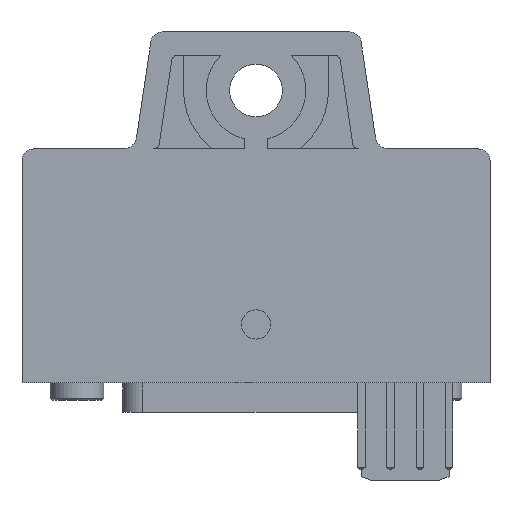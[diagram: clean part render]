
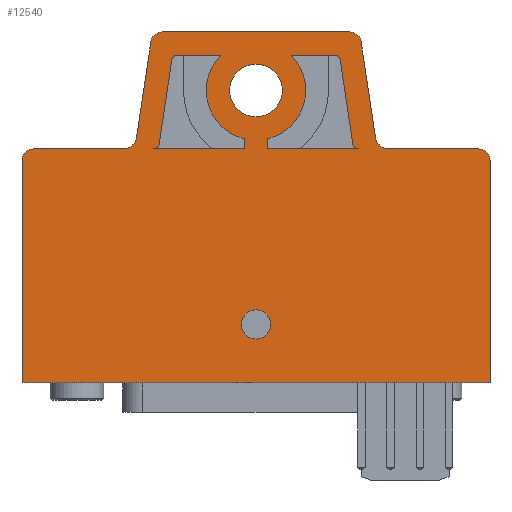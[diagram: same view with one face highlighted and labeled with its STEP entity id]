
A CAD part, front view. The second image highlights one B-rep face of the part: STEP entity #12540.
In plain terms, the highlighted planar face has unit normal (0, -1, 0).
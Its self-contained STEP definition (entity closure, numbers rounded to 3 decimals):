
#4490=CARTESIAN_POINT('',(0.,0.,2.5));
#4500=VERTEX_POINT('',#4490);
#4550=CARTESIAN_POINT('',(0.,0.,2.5));
#4560=DIRECTION('',(-1.,0.,0.));
#4570=VECTOR('',#4560,1000.);
#4580=LINE('',#4550,#4570);
#4590=CARTESIAN_POINT('',(40.,0.,2.5));
#4600=VERTEX_POINT('',#4590);
#4610=EDGE_CURVE('',#4600,#4500,#4580,.T.);
#8940=CARTESIAN_POINT('',(40.,0.,22.5));
#8950=DIRECTION('',(0.,0.,-1.));
#8960=VECTOR('',#8950,1000.);
#8970=LINE('',#8940,#8960);
#8980=CARTESIAN_POINT('',(40.,0.,21.5));
#8990=VERTEX_POINT('',#8980);
#9000=EDGE_CURVE('',#8990,#4600,#8970,.T.);
#9370=CARTESIAN_POINT('',(0.,0.,21.5));
#9380=VERTEX_POINT('',#9370);
#9410=CARTESIAN_POINT('',(0.,0.,22.5));
#9420=DIRECTION('',(0.,0.,-1.));
#9430=VECTOR('',#9420,1000.);
#9440=LINE('',#9410,#9430);
#9450=EDGE_CURVE('',#9380,#4500,#9440,.T.);
#10000=CARTESIAN_POINT('',(0.,0.,22.5));
#10010=DIRECTION('',(0.,1.,0.));
#10020=DIRECTION('',(0.,0.,1.));
#10030=AXIS2_PLACEMENT_3D('',#10000,#10010,#10020);
#10040=PLANE('',#10030);
#10050=CARTESIAN_POINT('',(13.293,0.,30.5));
#10060=DIRECTION('',(-1.,0.,0.));
#10070=VECTOR('',#10060,1000.);
#10080=LINE('',#10050,#10070);
#10090=CARTESIAN_POINT('',(16.99,0.,30.5));
#10100=VERTEX_POINT('',#10090);
#10110=CARTESIAN_POINT('',(13.293,0.,30.5));
#10120=VERTEX_POINT('',#10110);
#10130=EDGE_CURVE('',#10100,#10120,#10080,.T.);
#10140=ORIENTED_EDGE('',*,*,#10130,.F.);
#10150=CARTESIAN_POINT('',(13.293,0.,30.));
#10160=DIRECTION('',(0.,-1.,0.));
#10170=DIRECTION('',(0.,0.,-1.));
#10180=AXIS2_PLACEMENT_3D('',#10150,#10160,#10170);
#10190=CIRCLE('',#10180,0.5);
#10200=CARTESIAN_POINT('',(12.798,0.,30.074));
#10210=VERTEX_POINT('',#10200);
#10220=EDGE_CURVE('',#10120,#10210,#10190,.T.);
#10230=ORIENTED_EDGE('',*,*,#10220,.F.);
#10240=CARTESIAN_POINT('',(11.731,0.,22.926));
#10250=DIRECTION('',(-0.148,0.,-0.989));
#10260=VECTOR('',#10250,1000.);
#10270=LINE('',#10240,#10260);
#10280=CARTESIAN_POINT('',(11.731,0.,22.926));
#10290=VERTEX_POINT('',#10280);
#10300=EDGE_CURVE('',#10210,#10290,#10270,.T.);
#10310=ORIENTED_EDGE('',*,*,#10300,.F.);
#10320=CARTESIAN_POINT('',(11.237,0.,23.));
#10330=DIRECTION('',(0.,1.,0.));
#10340=DIRECTION('',(0.,0.,1.));
#10350=AXIS2_PLACEMENT_3D('',#10320,#10330,#10340);
#10360=CIRCLE('',#10350,0.5);
#10370=CARTESIAN_POINT('',(11.237,0.,22.5));
#10380=VERTEX_POINT('',#10370);
#10390=EDGE_CURVE('',#10290,#10380,#10360,.T.);
#10400=ORIENTED_EDGE('',*,*,#10390,.F.);
#10410=CARTESIAN_POINT('',(19.,0.,22.5));
#10420=DIRECTION('',(1.,0.,0.));
#10430=VECTOR('',#10420,1000.);
#10440=LINE('',#10410,#10430);
#10450=CARTESIAN_POINT('',(19.,0.,22.5));
#10460=VERTEX_POINT('',#10450);
#10470=EDGE_CURVE('',#10380,#10460,#10440,.T.);
#10480=ORIENTED_EDGE('',*,*,#10470,.F.);
#10490=CARTESIAN_POINT('',(19.,0.,22.5));
#10500=DIRECTION('',(0.,0.,1.));
#10510=VECTOR('',#10500,1000.);
#10520=LINE('',#10490,#10510);
#10530=CARTESIAN_POINT('',(19.,0.,23.369));
#10540=VERTEX_POINT('',#10530);
#10550=EDGE_CURVE('',#10460,#10540,#10520,.T.);
#10560=ORIENTED_EDGE('',*,*,#10550,.F.);
#10570=CARTESIAN_POINT('',(20.,0.,27.5));
#10580=DIRECTION('',(0.,1.,0.));
#10590=DIRECTION('',(0.,0.,-1.));
#10600=AXIS2_PLACEMENT_3D('',#10570,#10580,#10590);
#10610=CIRCLE('',#10600,4.25);
#10620=EDGE_CURVE('',#10540,#10100,#10610,.T.);
#10630=ORIENTED_EDGE('',*,*,#10620,.F.);
#10640=EDGE_LOOP('',(#10630,#10560,#10480,#10400,#10310,#10230,#10140));
#10650=FACE_BOUND('',#10640,.T.);
#10660=CARTESIAN_POINT('',(26.707,0.,30.));
#10670=DIRECTION('',(0.,-1.,0.));
#10680=DIRECTION('',(0.,0.,1.));
#10690=AXIS2_PLACEMENT_3D('',#10660,#10670,#10680);
#10700=CIRCLE('',#10690,0.5);
#10710=CARTESIAN_POINT('',(27.202,0.,30.074));
#10720=VERTEX_POINT('',#10710);
#10730=CARTESIAN_POINT('',(26.707,0.,30.5));
#10740=VERTEX_POINT('',#10730);
#10750=EDGE_CURVE('',#10720,#10740,#10700,.T.);
#10760=ORIENTED_EDGE('',*,*,#10750,.F.);
#10770=CARTESIAN_POINT('',(26.707,0.,30.5));
#10780=DIRECTION('',(-1.,0.,0.));
#10790=VECTOR('',#10780,1000.);
#10800=LINE('',#10770,#10790);
#10810=CARTESIAN_POINT('',(23.01,0.,30.5));
#10820=VERTEX_POINT('',#10810);
#10830=EDGE_CURVE('',#10740,#10820,#10800,.T.);
#10840=ORIENTED_EDGE('',*,*,#10830,.F.);
#10850=CARTESIAN_POINT('',(20.,0.,27.5));
#10860=DIRECTION('',(0.,1.,0.));
#10870=DIRECTION('',(0.,0.,-1.));
#10880=AXIS2_PLACEMENT_3D('',#10850,#10860,#10870);
#10890=CIRCLE('',#10880,4.25);
#10900=CARTESIAN_POINT('',(21.,0.,23.369));
#10910=VERTEX_POINT('',#10900);
#10920=EDGE_CURVE('',#10820,#10910,#10890,.T.);
#10930=ORIENTED_EDGE('',*,*,#10920,.F.);
#10940=CARTESIAN_POINT('',(21.,0.,22.5));
#10950=DIRECTION('',(0.,0.,-1.));
#10960=VECTOR('',#10950,1000.);
#10970=LINE('',#10940,#10960);
#10980=CARTESIAN_POINT('',(21.,0.,22.5));
#10990=VERTEX_POINT('',#10980);
#11000=EDGE_CURVE('',#10910,#10990,#10970,.T.);
#11010=ORIENTED_EDGE('',*,*,#11000,.F.);
#11020=CARTESIAN_POINT('',(21.,0.,22.5));
#11030=DIRECTION('',(1.,0.,0.));
#11040=VECTOR('',#11030,1000.);
#11050=LINE('',#11020,#11040);
#11060=CARTESIAN_POINT('',(28.763,0.,22.5));
#11070=VERTEX_POINT('',#11060);
#11080=EDGE_CURVE('',#10990,#11070,#11050,.T.);
#11090=ORIENTED_EDGE('',*,*,#11080,.F.);
#11100=CARTESIAN_POINT('',(28.763,0.,23.));
#11110=DIRECTION('',(0.,1.,0.));
#11120=DIRECTION('',(0.,0.,-1.));
#11130=AXIS2_PLACEMENT_3D('',#11100,#11110,#11120);
#11140=CIRCLE('',#11130,0.5);
#11150=CARTESIAN_POINT('',(28.269,0.,22.926));
#11160=VERTEX_POINT('',#11150);
#11170=EDGE_CURVE('',#11070,#11160,#11140,.T.);
#11180=ORIENTED_EDGE('',*,*,#11170,.F.);
#11190=CARTESIAN_POINT('',(27.202,0.,30.074));
#11200=DIRECTION('',(-0.148,0.,0.989));
#11210=VECTOR('',#11200,1000.);
#11220=LINE('',#11190,#11210);
#11230=EDGE_CURVE('',#11160,#10720,#11220,.T.);
#11240=ORIENTED_EDGE('',*,*,#11230,.F.);
#11250=EDGE_LOOP('',(#11240,#11180,#11090,#11010,#10930,#10840,#10760));
#11260=FACE_BOUND('',#11250,.T.);
#11270=CARTESIAN_POINT('',(20.,0.,27.5));
#11280=DIRECTION('',(0.,1.,0.));
#11290=DIRECTION('',(0.,0.,1.));
#11300=AXIS2_PLACEMENT_3D('',#11270,#11280,#11290);
#11310=CIRCLE('',#11300,2.25);
#11320=CARTESIAN_POINT('',(20.,0.,25.25));
#11330=VERTEX_POINT('',#11320);
#11340=CARTESIAN_POINT('',(20.,0.,29.75));
#11350=VERTEX_POINT('',#11340);
#11360=EDGE_CURVE('',#11330,#11350,#11310,.T.);
#11370=ORIENTED_EDGE('',*,*,#11360,.T.);
#11380=EDGE_CURVE('',#11350,#11330,#11310,.T.);
#11390=ORIENTED_EDGE('',*,*,#11380,.T.);
#11400=EDGE_LOOP('',(#11390,#11370));
#11410=FACE_BOUND('',#11400,.T.);
#11420=ORIENTED_EDGE('',*,*,#4610,.F.);
#11430=ORIENTED_EDGE('',*,*,#9450,.T.);
#11440=CARTESIAN_POINT('',(1.,0.,21.5));
#11450=DIRECTION('',(0.,-1.,0.));
#11460=DIRECTION('',(0.,0.,1.));
#11470=AXIS2_PLACEMENT_3D('',#11440,#11450,#11460);
#11480=CIRCLE('',#11470,1.);
#11490=CARTESIAN_POINT('',(1.,0.,22.5));
#11500=VERTEX_POINT('',#11490);
#11510=EDGE_CURVE('',#11500,#9380,#11480,.T.);
#11520=ORIENTED_EDGE('',*,*,#11510,.T.);
#11530=CARTESIAN_POINT('',(0.,0.,22.5));
#11540=DIRECTION('',(1.,0.,0.));
#11550=VECTOR('',#11540,1000.);
#11560=LINE('',#11530,#11550);
#11570=CARTESIAN_POINT('',(8.6,0.,22.5));
#11580=VERTEX_POINT('',#11570);
#11590=EDGE_CURVE('',#11500,#11580,#11560,.T.);
#11600=ORIENTED_EDGE('',*,*,#11590,.F.);
#11610=CARTESIAN_POINT('',(8.6,0.,23.713));
#11620=DIRECTION('',(0.,1.,0.));
#11630=DIRECTION('',(0.,0.,-1.));
#11640=AXIS2_PLACEMENT_3D('',#11610,#11620,#11630);
#11650=CIRCLE('',#11640,1.213);
#11660=CARTESIAN_POINT('',(9.8,0.,23.534));
#11670=VERTEX_POINT('',#11660);
#11680=EDGE_CURVE('',#11670,#11580,#11650,.T.);
#11690=ORIENTED_EDGE('',*,*,#11680,.T.);
#11700=CARTESIAN_POINT('',(9.8,0.,23.534));
#11710=DIRECTION('',(-0.148,0.,-0.989));
#11720=VECTOR('',#11710,1000.);
#11730=LINE('',#11700,#11720);
#11740=CARTESIAN_POINT('',(11.011,0.,31.648));
#11750=VERTEX_POINT('',#11740);
#11760=EDGE_CURVE('',#11750,#11670,#11730,.T.);
#11770=ORIENTED_EDGE('',*,*,#11760,.T.);
#11780=CARTESIAN_POINT('',(12.,0.,31.5));
#11790=DIRECTION('',(0.,-1.,0.));
#11800=DIRECTION('',(0.,0.,-1.));
#11810=AXIS2_PLACEMENT_3D('',#11780,#11790,#11800);
#11820=CIRCLE('',#11810,1.);
#11830=CARTESIAN_POINT('',(12.,0.,32.5));
#11840=VERTEX_POINT('',#11830);
#11850=EDGE_CURVE('',#11840,#11750,#11820,.T.);
#11860=ORIENTED_EDGE('',*,*,#11850,.T.);
#11870=CARTESIAN_POINT('',(28.,0.,32.5));
#11880=DIRECTION('',(-1.,0.,0.));
#11890=VECTOR('',#11880,1000.);
#11900=LINE('',#11870,#11890);
#11910=CARTESIAN_POINT('',(28.,0.,32.5));
#11920=VERTEX_POINT('',#11910);
#11930=EDGE_CURVE('',#11920,#11840,#11900,.T.);
#11940=ORIENTED_EDGE('',*,*,#11930,.T.);
#11950=CARTESIAN_POINT('',(28.,0.,31.5));
#11960=DIRECTION('',(0.,-1.,0.));
#11970=DIRECTION('',(0.,0.,1.));
#11980=AXIS2_PLACEMENT_3D('',#11950,#11960,#11970);
#11990=CIRCLE('',#11980,1.);
#12000=CARTESIAN_POINT('',(28.989,0.,31.648));
#12010=VERTEX_POINT('',#12000);
#12020=EDGE_CURVE('',#12010,#11920,#11990,.T.);
#12030=ORIENTED_EDGE('',*,*,#12020,.T.);
#12040=CARTESIAN_POINT('',(28.989,0.,31.648));
#12050=DIRECTION('',(-0.148,0.,0.989));
#12060=VECTOR('',#12050,1000.);
#12070=LINE('',#12040,#12060);
#12080=CARTESIAN_POINT('',(30.2,0.,23.534));
#12090=VERTEX_POINT('',#12080);
#12100=EDGE_CURVE('',#12090,#12010,#12070,.T.);
#12110=ORIENTED_EDGE('',*,*,#12100,.T.);
#12120=CARTESIAN_POINT('',(31.4,0.,23.713));
#12130=DIRECTION('',(0.,1.,0.));
#12140=DIRECTION('',(0.,0.,1.));
#12150=AXIS2_PLACEMENT_3D('',#12120,#12130,#12140);
#12160=CIRCLE('',#12150,1.213);
#12170=CARTESIAN_POINT('',(31.4,0.,22.5));
#12180=VERTEX_POINT('',#12170);
#12190=EDGE_CURVE('',#12180,#12090,#12160,.T.);
#12200=ORIENTED_EDGE('',*,*,#12190,.T.);
#12210=CARTESIAN_POINT('',(0.,0.,22.5));
#12220=DIRECTION('',(1.,0.,0.));
#12230=VECTOR('',#12220,1000.);
#12240=LINE('',#12210,#12230);
#12250=CARTESIAN_POINT('',(39.,0.,22.5));
#12260=VERTEX_POINT('',#12250);
#12270=EDGE_CURVE('',#12180,#12260,#12240,.T.);
#12280=ORIENTED_EDGE('',*,*,#12270,.F.);
#12290=CARTESIAN_POINT('',(39.,0.,21.5));
#12300=DIRECTION('',(0.,-1.,0.));
#12310=DIRECTION('',(0.,0.,1.));
#12320=AXIS2_PLACEMENT_3D('',#12290,#12300,#12310);
#12330=CIRCLE('',#12320,1.);
#12340=EDGE_CURVE('',#8990,#12260,#12330,.T.);
#12350=ORIENTED_EDGE('',*,*,#12340,.T.);
#12360=ORIENTED_EDGE('',*,*,#9000,.F.);
#12370=EDGE_LOOP('',(#12360,#12350,#12280,#12200,#12110,#12030,#11940,
#11860,#11770,#11690,#11600,#11520,#11430,#11420));
#12380=FACE_OUTER_BOUND('',#12370,.T.);
#12390=CARTESIAN_POINT('',(20.,0.,7.5));
#12400=DIRECTION('',(0.,-1.,0.));
#12410=DIRECTION('',(0.,0.,1.));
#12420=AXIS2_PLACEMENT_3D('',#12390,#12400,#12410);
#12430=CIRCLE('',#12420,1.25);
#12440=CARTESIAN_POINT('',(20.,0.,6.25));
#12450=VERTEX_POINT('',#12440);
#12460=CARTESIAN_POINT('',(20.,0.,8.75));
#12470=VERTEX_POINT('',#12460);
#12480=EDGE_CURVE('',#12450,#12470,#12430,.T.);
#12490=ORIENTED_EDGE('',*,*,#12480,.F.);
#12500=EDGE_CURVE('',#12470,#12450,#12430,.T.);
#12510=ORIENTED_EDGE('',*,*,#12500,.F.);
#12520=EDGE_LOOP('',(#12510,#12490));
#12530=FACE_BOUND('',#12520,.T.);
#12540=ADVANCED_FACE('',(#10650,#11260,#11410,#12380,#12530),#10040,.F.)
;
